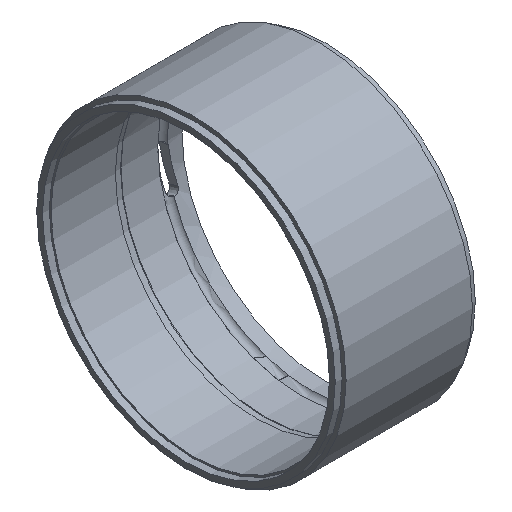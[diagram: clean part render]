
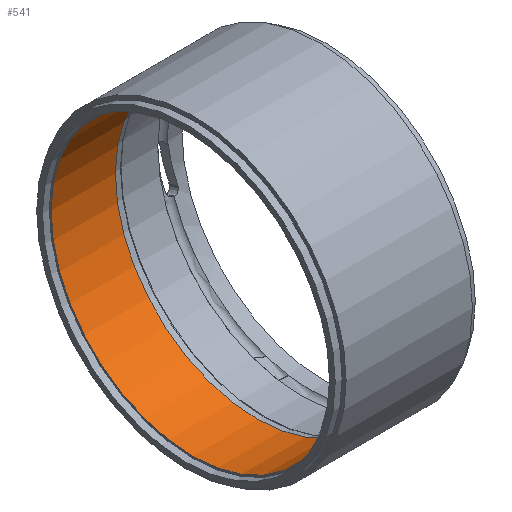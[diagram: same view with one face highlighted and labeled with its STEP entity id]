
A CAD part, isometric view. The second image highlights one B-rep face of the part: STEP entity #541.
In plain terms, the highlighted cylindrical face has radius 123.5 mm (diameter 247 mm), a full revolution.
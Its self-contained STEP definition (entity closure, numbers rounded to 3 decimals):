
#51=LINE('',#1708,#66);
#66=VECTOR('',#674,123.5);
#81=CIRCLE('',#594,123.5);
#83=CIRCLE('',#598,123.5);
#101=CYLINDRICAL_SURFACE('',#597,123.5);
#123=FACE_OUTER_BOUND('',#158,.T.);
#158=EDGE_LOOP('',(#466,#467,#468,#469));
#270=VERTEX_POINT('',#1700);
#272=VERTEX_POINT('',#1707);
#342=EDGE_CURVE('',#270,#270,#81,.T.);
#345=EDGE_CURVE('',#270,#272,#51,.T.);
#346=EDGE_CURVE('',#272,#272,#83,.T.);
#466=ORIENTED_EDGE('',*,*,#342,.T.);
#467=ORIENTED_EDGE('',*,*,#345,.T.);
#468=ORIENTED_EDGE('',*,*,#346,.T.);
#469=ORIENTED_EDGE('',*,*,#345,.F.);
#541=ADVANCED_FACE('',(#123),#101,.F.);
#594=AXIS2_PLACEMENT_3D('',#1701,#665,#666);
#597=AXIS2_PLACEMENT_3D('',#1706,#672,#673);
#598=AXIS2_PLACEMENT_3D('',#1709,#675,#676);
#665=DIRECTION('center_axis',(-1.,0.,0.));
#666=DIRECTION('ref_axis',(0.,-1.,0.));
#672=DIRECTION('center_axis',(1.,0.,0.));
#673=DIRECTION('ref_axis',(0.,-1.,0.));
#674=DIRECTION('',(1.,0.,0.));
#675=DIRECTION('center_axis',(1.,0.,0.));
#676=DIRECTION('ref_axis',(0.,-1.,0.));
#1700=CARTESIAN_POINT('',(-55.,123.5,0.));
#1701=CARTESIAN_POINT('Origin',(-55.,0.,0.));
#1706=CARTESIAN_POINT('Origin',(-30.,0.,0.));
#1707=CARTESIAN_POINT('',(1.,123.5,0.));
#1708=CARTESIAN_POINT('',(-30.,123.5,0.));
#1709=CARTESIAN_POINT('Origin',(1.,0.,0.));
